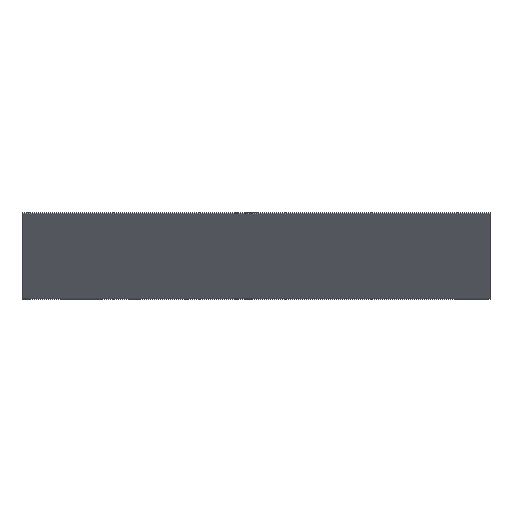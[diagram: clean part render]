
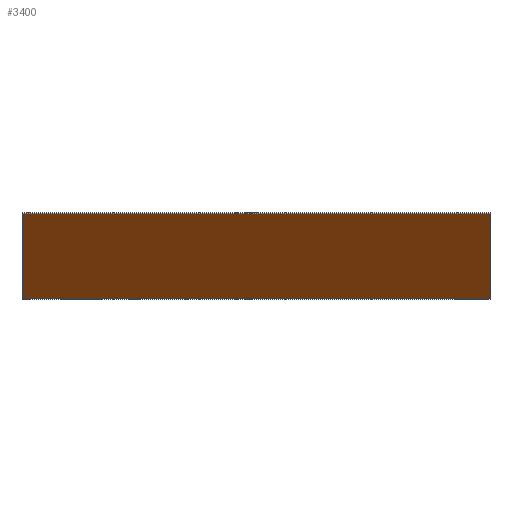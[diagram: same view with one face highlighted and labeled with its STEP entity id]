
A CAD part, left-side view. The second image highlights one B-rep face of the part: STEP entity #3400.
In plain terms, the highlighted planar face has unit normal (-0.731, 0, -0.682).
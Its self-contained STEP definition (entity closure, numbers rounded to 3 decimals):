
#111 = CARTESIAN_POINT ( 'NONE',  ( -193.657, 0., 204.739 ) ) ;
#130 = VERTEX_POINT ( 'NONE', #1024 ) ;
#191 = DIRECTION ( 'NONE',  ( 0.682, 0., -0.731 ) ) ;
#210 = AXIS2_PLACEMENT_3D ( 'NONE', #1415, #889, #2768 ) ;
#246 = EDGE_CURVE ( 'NONE', #1879, #1007, #2955, .T. ) ;
#249 = CARTESIAN_POINT ( 'NONE',  ( -193.875, 0., 204.973 ) ) ;
#379 = LINE ( 'NONE', #1778, #1321 ) ;
#422 = VECTOR ( 'NONE', #902, 1000. ) ;
#624 = EDGE_LOOP ( 'NONE', ( #2605, #2106, #846, #2660 ) ) ;
#656 = LINE ( 'NONE', #2419, #1445 ) ;
#846 = ORIENTED_EDGE ( 'NONE', *, *, #1045, .F. ) ;
#889 = DIRECTION ( 'NONE',  ( 0.731, 0., 0.682 ) ) ;
#902 = DIRECTION ( 'NONE',  ( 0., -1., 0. ) ) ;
#924 = CARTESIAN_POINT ( 'NONE',  ( -193.657, 1135., 204.739 ) ) ;
#956 = LINE ( 'NONE', #924, #422 ) ;
#1007 = VERTEX_POINT ( 'NONE', #111 ) ;
#1024 = CARTESIAN_POINT ( 'NONE',  ( -193.657, 1135., 204.739 ) ) ;
#1045 = EDGE_CURVE ( 'NONE', #1879, #2283, #656, .T. ) ;
#1318 = DIRECTION ( 'NONE',  ( -0.682, 0., 0.731 ) ) ;
#1321 = VECTOR ( 'NONE', #191, 1000. ) ;
#1391 = EDGE_CURVE ( 'NONE', #130, #1007, #956, .T. ) ;
#1415 = CARTESIAN_POINT ( 'NONE',  ( -1.463, 0., -1.364 ) ) ;
#1445 = VECTOR ( 'NONE', #2947, 1000. ) ;
#1542 = EDGE_CURVE ( 'NONE', #130, #2283, #379, .T. ) ;
#1778 = CARTESIAN_POINT ( 'NONE',  ( -1.463, 1135., -1.364 ) ) ;
#1879 = VERTEX_POINT ( 'NONE', #2460 ) ;
#2106 = ORIENTED_EDGE ( 'NONE', *, *, #1542, .T. ) ;
#2283 = VERTEX_POINT ( 'NONE', #2413 ) ;
#2413 = CARTESIAN_POINT ( 'NONE',  ( -1.681, 1135., -1.13 ) ) ;
#2419 = CARTESIAN_POINT ( 'NONE',  ( -1.681, 0., -1.13 ) ) ;
#2437 = FACE_OUTER_BOUND ( 'NONE', #624, .T. ) ;
#2460 = CARTESIAN_POINT ( 'NONE',  ( -1.681, 0., -1.13 ) ) ;
#2504 = PLANE ( 'NONE',  #210 ) ;
#2605 = ORIENTED_EDGE ( 'NONE', *, *, #1391, .F. ) ;
#2660 = ORIENTED_EDGE ( 'NONE', *, *, #246, .T. ) ;
#2768 = DIRECTION ( 'NONE',  ( 0.682, 0., -0.731 ) ) ;
#2947 = DIRECTION ( 'NONE',  ( 0., 1., 0. ) ) ;
#2955 = LINE ( 'NONE', #249, #3402 ) ;
#3400 = ADVANCED_FACE ( 'NONE', ( #2437 ), #2504, .F. ) ;
#3402 = VECTOR ( 'NONE', #1318, 1000. ) ;
